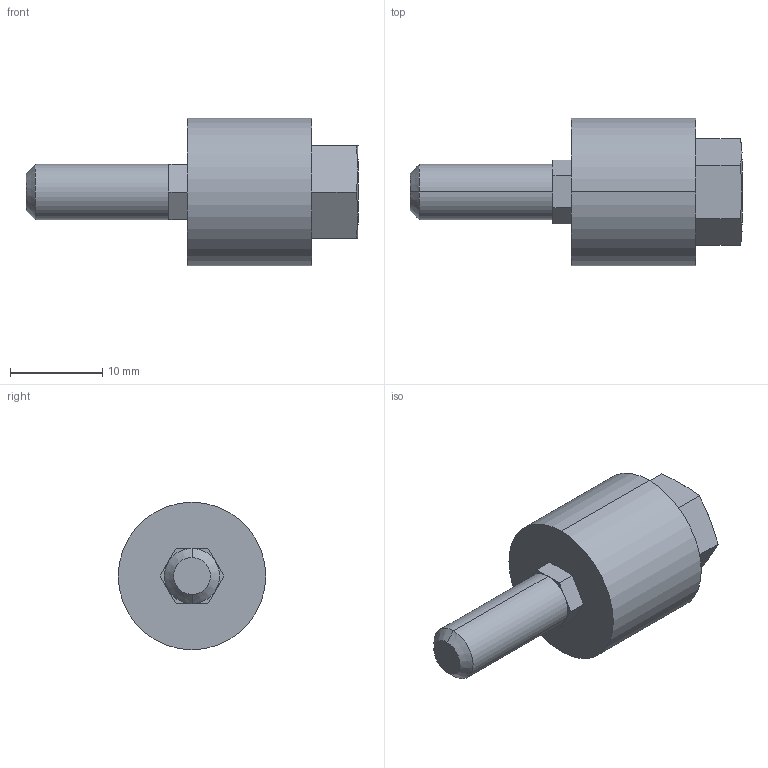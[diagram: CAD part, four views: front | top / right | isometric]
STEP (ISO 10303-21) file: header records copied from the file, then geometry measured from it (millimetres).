
FILE_DESCRIPTION(('CATIA V5 STEP Exchange'),'2;1');
FILE_NAME('_JA15-6-100(0)_BODY.stp','2021-09-28T11:14:53+00:00',('none'),('none'),'CATIA Version 5 Release 21 GA (IN-10)','CATIA V5 STEP AP214','none');
FILE_SCHEMA(('AUTOMOTIVE_DESIGN { 1 0 10303 214 1 1 1 1 }'));
Length unit declared in the file: millimetre
Products named in the file (1): _JA15-6-100(0)_BODY
Bounding box: 36 x 16 x 16 mm (x, y, z)
Volume: 3477.1 mm3; surface area: 1679.8 mm2
Topology: 1 solids, 1 shells, 40 faces, 94 edges, 57 vertices
Faces by surface type: plane 22, cone 12, cylinder 6
Entity records: 1162 total; most frequent: CARTESIAN_POINT 266, ORIENTED_EDGE 184, DIRECTION 158, EDGE_CURVE 92, AXIS2_PLACEMENT_3D 71, VERTEX_POINT 57, VECTOR 48, LINE 48
